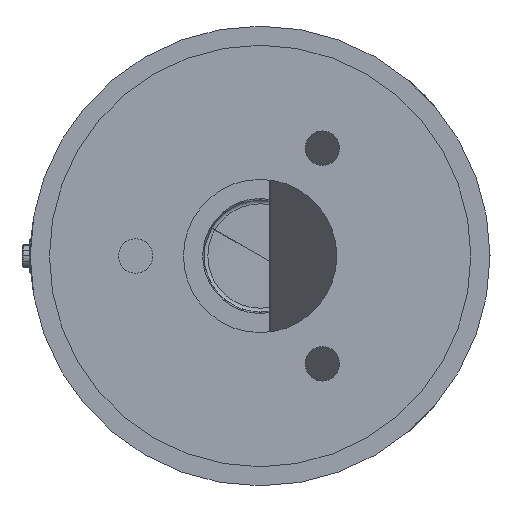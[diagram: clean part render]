
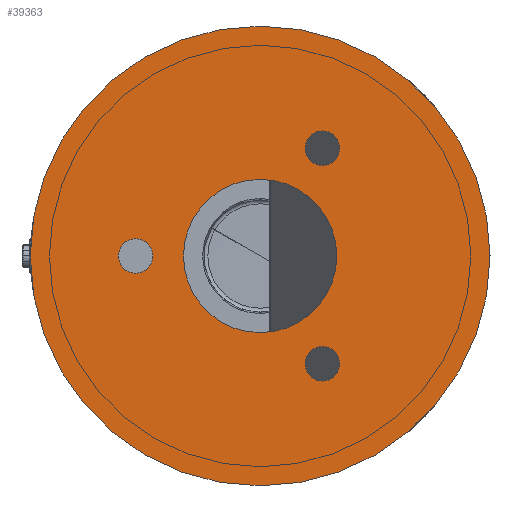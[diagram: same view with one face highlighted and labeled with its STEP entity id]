
A CAD part, front view. The second image highlights one B-rep face of the part: STEP entity #39363.
In plain terms, the highlighted planar face has unit normal (0, -1, 0).
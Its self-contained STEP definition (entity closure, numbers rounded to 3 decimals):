
#245 = EDGE_LOOP ( 'NONE', ( #26012, #27723 ) ) ;
#426 = DIRECTION ( 'NONE',  ( 0., 0., 1. ) ) ;
#1691 = CARTESIAN_POINT ( 'NONE',  ( 16.25, 0., 28.146 ) ) ;
#1838 = CARTESIAN_POINT ( 'NONE',  ( -32.5, 0., 0. ) ) ;
#2488 = CIRCLE ( 'NONE', #37635, 4.5 ) ;
#3097 = EDGE_CURVE ( 'NONE', #8829, #18976, #32204, .T. ) ;
#3353 = EDGE_CURVE ( 'NONE', #11819, #10658, #8505, .T. ) ;
#4233 = ORIENTED_EDGE ( 'NONE', *, *, #14661, .T. ) ;
#4779 = CIRCLE ( 'NONE', #33057, 4.5 ) ;
#5320 = ORIENTED_EDGE ( 'NONE', *, *, #6890, .T. ) ;
#5978 = AXIS2_PLACEMENT_3D ( 'NONE', #30670, #27364, #33549 ) ;
#6045 = CIRCLE ( 'NONE', #29060, 4.5 ) ;
#6890 = EDGE_CURVE ( 'NONE', #20404, #19972, #4779, .T. ) ;
#7416 = CARTESIAN_POINT ( 'NONE',  ( 16.25, 0., -28.146 ) ) ;
#8456 = DIRECTION ( 'NONE',  ( 0., 1., 0. ) ) ;
#8505 = CIRCLE ( 'NONE', #29593, 60. ) ;
#8607 = FACE_BOUND ( 'NONE', #245, .T. ) ;
#8829 = VERTEX_POINT ( 'NONE', #11521 ) ;
#8851 = ORIENTED_EDGE ( 'NONE', *, *, #14513, .T. ) ;
#9718 = EDGE_CURVE ( 'NONE', #10658, #11819, #11604, .T. ) ;
#9794 = AXIS2_PLACEMENT_3D ( 'NONE', #14986, #34160, #37233 ) ;
#10047 = CARTESIAN_POINT ( 'NONE',  ( 16.25, 0., -28.146 ) ) ;
#10658 = VERTEX_POINT ( 'NONE', #23892 ) ;
#11521 = CARTESIAN_POINT ( 'NONE',  ( 0., 0., -20. ) ) ;
#11604 = CIRCLE ( 'NONE', #14926, 60. ) ;
#11819 = VERTEX_POINT ( 'NONE', #20182 ) ;
#12149 = CIRCLE ( 'NONE', #16115, 4.5 ) ;
#12205 = EDGE_LOOP ( 'NONE', ( #17601, #8851 ) ) ;
#12402 = DIRECTION ( 'NONE',  ( 0., 0., 1. ) ) ;
#12575 = CARTESIAN_POINT ( 'NONE',  ( -32.5, 0., -4.5 ) ) ;
#13281 = AXIS2_PLACEMENT_3D ( 'NONE', #10047, #35192, #12402 ) ;
#13558 = DIRECTION ( 'NONE',  ( 0., 0., 1. ) ) ;
#14513 = EDGE_CURVE ( 'NONE', #18976, #8829, #17849, .T. ) ;
#14661 = EDGE_CURVE ( 'NONE', #34251, #36395, #6045, .T. ) ;
#14926 = AXIS2_PLACEMENT_3D ( 'NONE', #26266, #29763, #20297 ) ;
#14986 = CARTESIAN_POINT ( 'NONE',  ( 0., 0., 0. ) ) ;
#15162 = EDGE_CURVE ( 'NONE', #36395, #34251, #21900, .T. ) ;
#15672 = DIRECTION ( 'NONE',  ( 0., 1., 0. ) ) ;
#16115 = AXIS2_PLACEMENT_3D ( 'NONE', #1691, #36294, #17524 ) ;
#17118 = CIRCLE ( 'NONE', #5978, 4.5 ) ;
#17524 = DIRECTION ( 'NONE',  ( 0., 0., 1. ) ) ;
#17601 = ORIENTED_EDGE ( 'NONE', *, *, #3097, .T. ) ;
#17849 = CIRCLE ( 'NONE', #23131, 20. ) ;
#18711 = DIRECTION ( 'NONE',  ( 0., 0., 1. ) ) ;
#18976 = VERTEX_POINT ( 'NONE', #40447 ) ;
#19531 = DIRECTION ( 'NONE',  ( 0., 0., 1. ) ) ;
#19708 = AXIS2_PLACEMENT_3D ( 'NONE', #34583, #37678, #18711 ) ;
#19972 = VERTEX_POINT ( 'NONE', #39661 ) ;
#20182 = CARTESIAN_POINT ( 'NONE',  ( 0., 0., -60. ) ) ;
#20297 = DIRECTION ( 'NONE',  ( 0., 0., 1. ) ) ;
#20404 = VERTEX_POINT ( 'NONE', #28835 ) ;
#20597 = EDGE_CURVE ( 'NONE', #26584, #30406, #2488, .T. ) ;
#21262 = CARTESIAN_POINT ( 'NONE',  ( 16.25, 0., 28.146 ) ) ;
#21821 = FACE_OUTER_BOUND ( 'NONE', #38544, .T. ) ;
#21900 = CIRCLE ( 'NONE', #13281, 4.5 ) ;
#23131 = AXIS2_PLACEMENT_3D ( 'NONE', #34432, #15672, #426 ) ;
#23892 = CARTESIAN_POINT ( 'NONE',  ( 0., 0., 60. ) ) ;
#24423 = EDGE_CURVE ( 'NONE', #19972, #20404, #12149, .T. ) ;
#24689 = PLANE ( 'NONE',  #9794 ) ;
#26012 = ORIENTED_EDGE ( 'NONE', *, *, #40337, .T. ) ;
#26266 = CARTESIAN_POINT ( 'NONE',  ( 0., 0., 0. ) ) ;
#26584 = VERTEX_POINT ( 'NONE', #40640 ) ;
#26810 = DIRECTION ( 'NONE',  ( 0., 0., 1. ) ) ;
#27364 = DIRECTION ( 'NONE',  ( 0., 1., 0. ) ) ;
#27379 = FACE_BOUND ( 'NONE', #12205, .T. ) ;
#27408 = ORIENTED_EDGE ( 'NONE', *, *, #24423, .T. ) ;
#27723 = ORIENTED_EDGE ( 'NONE', *, *, #20597, .T. ) ;
#28835 = CARTESIAN_POINT ( 'NONE',  ( 16.25, 0., 32.646 ) ) ;
#29060 = AXIS2_PLACEMENT_3D ( 'NONE', #7416, #35438, #13558 ) ;
#29593 = AXIS2_PLACEMENT_3D ( 'NONE', #38280, #35191, #19531 ) ;
#29763 = DIRECTION ( 'NONE',  ( 0., 1., 0. ) ) ;
#30406 = VERTEX_POINT ( 'NONE', #12575 ) ;
#30670 = CARTESIAN_POINT ( 'NONE',  ( -32.5, 0., 0. ) ) ;
#30692 = ORIENTED_EDGE ( 'NONE', *, *, #3353, .F. ) ;
#32204 = CIRCLE ( 'NONE', #19708, 20. ) ;
#33057 = AXIS2_PLACEMENT_3D ( 'NONE', #21262, #8456, #26810 ) ;
#33549 = DIRECTION ( 'NONE',  ( 0., 0., 1. ) ) ;
#33709 = EDGE_LOOP ( 'NONE', ( #4233, #36272 ) ) ;
#34160 = DIRECTION ( 'NONE',  ( 0., 1., 0. ) ) ;
#34251 = VERTEX_POINT ( 'NONE', #39503 ) ;
#34432 = CARTESIAN_POINT ( 'NONE',  ( 0., 0., 0. ) ) ;
#34583 = CARTESIAN_POINT ( 'NONE',  ( 0., 0., 0. ) ) ;
#34761 = CARTESIAN_POINT ( 'NONE',  ( 16.25, 0., -23.646 ) ) ;
#34908 = ORIENTED_EDGE ( 'NONE', *, *, #9718, .F. ) ;
#35191 = DIRECTION ( 'NONE',  ( 0., 1., 0. ) ) ;
#35192 = DIRECTION ( 'NONE',  ( 0., 1., 0. ) ) ;
#35234 = EDGE_LOOP ( 'NONE', ( #27408, #5320 ) ) ;
#35438 = DIRECTION ( 'NONE',  ( 0., 1., 0. ) ) ;
#36272 = ORIENTED_EDGE ( 'NONE', *, *, #15162, .T. ) ;
#36294 = DIRECTION ( 'NONE',  ( 0., 1., 0. ) ) ;
#36395 = VERTEX_POINT ( 'NONE', #34761 ) ;
#36630 = FACE_BOUND ( 'NONE', #35234, .T. ) ;
#37039 = DIRECTION ( 'NONE',  ( 0., 0., 1. ) ) ;
#37233 = DIRECTION ( 'NONE',  ( 0., 0., 1. ) ) ;
#37447 = FACE_BOUND ( 'NONE', #33709, .T. ) ;
#37635 = AXIS2_PLACEMENT_3D ( 'NONE', #1838, #39922, #37039 ) ;
#37678 = DIRECTION ( 'NONE',  ( 0., 1., 0. ) ) ;
#38280 = CARTESIAN_POINT ( 'NONE',  ( 0., 0., 0. ) ) ;
#38544 = EDGE_LOOP ( 'NONE', ( #30692, #34908 ) ) ;
#39363 = ADVANCED_FACE ( 'NONE', ( #21821, #27379, #8607, #37447, #36630 ), #24689, .F. ) ;
#39503 = CARTESIAN_POINT ( 'NONE',  ( 16.25, 0., -32.646 ) ) ;
#39661 = CARTESIAN_POINT ( 'NONE',  ( 16.25, 0., 23.646 ) ) ;
#39922 = DIRECTION ( 'NONE',  ( 0., 1., 0. ) ) ;
#40337 = EDGE_CURVE ( 'NONE', #30406, #26584, #17118, .T. ) ;
#40447 = CARTESIAN_POINT ( 'NONE',  ( 0., 0., 20. ) ) ;
#40640 = CARTESIAN_POINT ( 'NONE',  ( -32.5, 0., 4.5 ) ) ;
